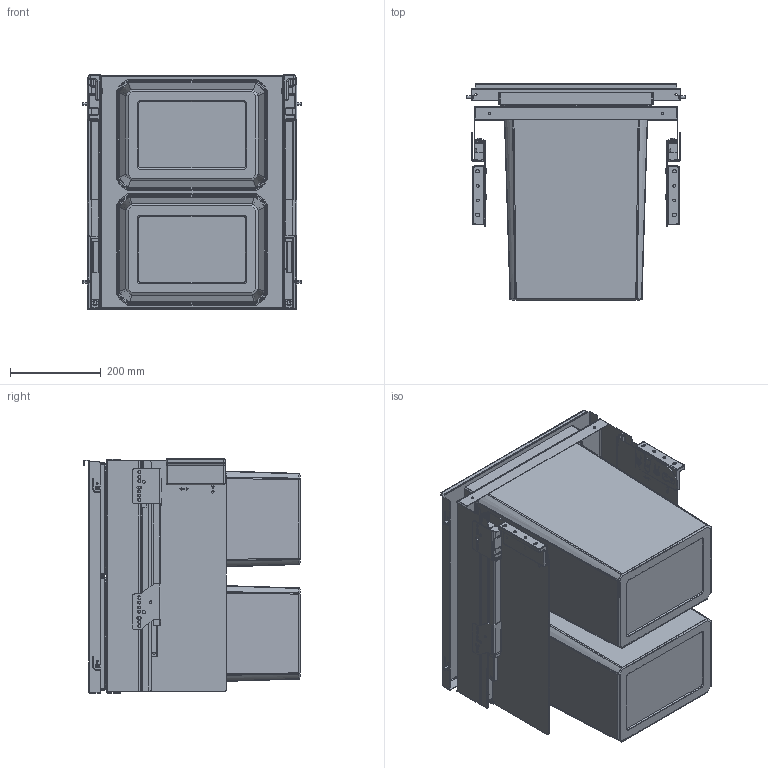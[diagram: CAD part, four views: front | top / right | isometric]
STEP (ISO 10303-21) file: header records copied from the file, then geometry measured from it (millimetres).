
FILE_DESCRIPTION(('STEP AP214'),'1');
FILE_NAME('8012382_V Cox Clan 490_500-2.STP','2024-08-14T07:25:46',(' '),(' '),'Spatial InterOp 3D',' ',' ');
FILE_SCHEMA(('AUTOMOTIVE_DESIGN { 1 0 10303 214 1 1 1 1 }'));
Length unit declared in the file: millimetre
Products named in the file (1): 3D-Objekt
Bounding box: 484 x 477 x 516 mm (x, y, z)
Volume: 4453157.8 mm3; surface area: 3913264.3 mm2
Topology: 26 solids, 28 shells, 3463 faces, 9112 edges, 5790 vertices
Faces by surface type: plane 2103, cylinder 910, torus 148, bspline 132, cone 114, sphere 56
Entity records: 141005 total; most frequent: CARTESIAN_POINT 27213, ORIENTED_EDGE 18212, DIRECTION 17310, EDGE_CURVE 9106, LINE 6300, VECTOR 6300, VERTEX_POINT 5790, AXIS2_PLACEMENT_3D 5505
